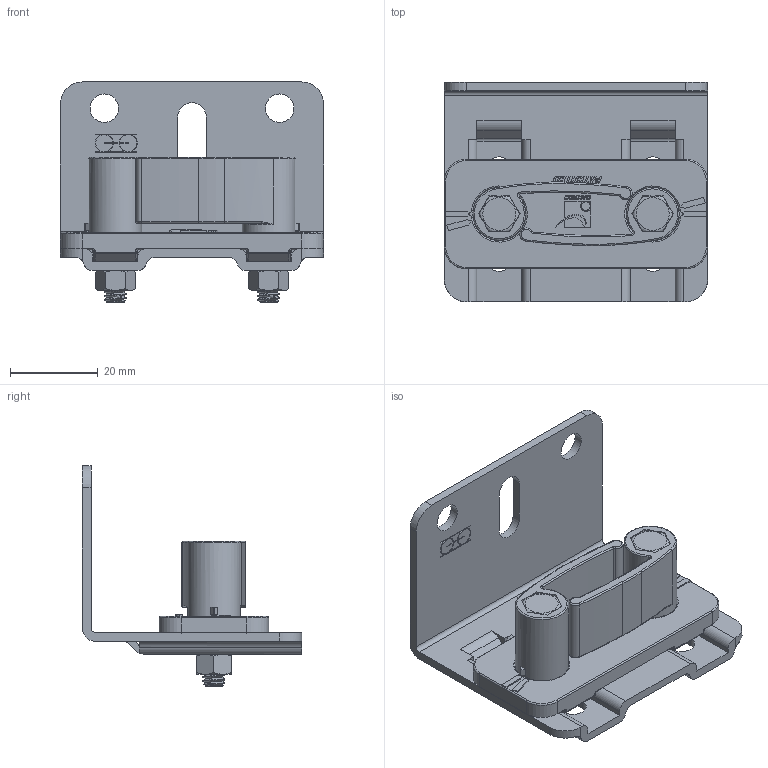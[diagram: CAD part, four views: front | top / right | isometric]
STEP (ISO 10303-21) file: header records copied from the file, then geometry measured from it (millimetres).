
FILE_DESCRIPTION(/* description */ (''),/* implementation_level */ '2;1');
FILE_NAME(/* name */ '1128ARG.stp',/* time_stamp */ '2019-08-05T12:12:39+02:00',/* author */ ('Marc'),/* organization */ (''),/* preprocessor_version */ 'ST-DEVELOPER v17.2',/* originating_system */ 'Autodesk Inventor 2019',/* authorisation */ '');
FILE_SCHEMA (('AUTOMOTIVE_DESIGN { 1 0 10303 214 3 1 1 }'));
Length unit declared in the file: millimetre
Products named in the file (7): 1128ARG; 20885_A; 21589; 21267-B embase; 21267-B patin; VIS TH M5x30; 06003
Assembly tree (9 placements, depth 3):
  1128ARG
    20885_A
    21589
      21267-B embase
      21267-B patin  x2
      VIS TH M5x30  x2
      06003  x2
Bounding box: 60 x 50 x 50.2 mm (x, y, z)
Volume: 23633.6 mm3; surface area: 22190.1 mm2
Topology: 8 solids, 8 shells, 1493 faces, 4146 edges, 2693 vertices
Faces by surface type: plane 1051, cylinder 221, bspline 109, torus 66, cone 30, sphere 16
Full cylindrical faces by diameter (mm): 1.939 x1, 4.134 x2, 5 x66, 5.1 x4, 6.5 x2, 8.5 x4, 12 x2, 12.2 x2
Entity records: 43825 total; most frequent: CARTESIAN_POINT 12093, ORIENTED_EDGE 6710, DIRECTION 6557, EDGE_CURVE 3355, AXIS2_PLACEMENT_3D 2401, VERTEX_POINT 2186, LINE 1755, VECTOR 1755
